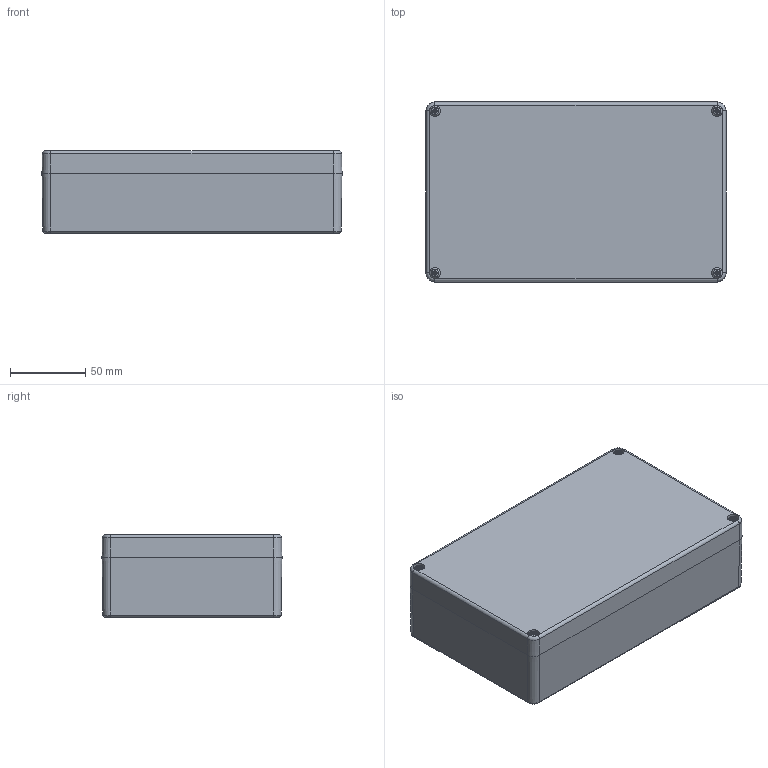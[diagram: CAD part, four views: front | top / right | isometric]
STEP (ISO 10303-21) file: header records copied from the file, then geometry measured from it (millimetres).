
FILE_DESCRIPTION((''),'2;1');
FILE_NAME('0402105600-MBT_201255-K_VE.stp','2015-12-22T14:43:28',('robin.rentz'),(''),'Autodesk Inventor 2012','Autodesk Inventor 2012','');
FILE_SCHEMA(('AUTOMOTIVE_DESIGN { 1 2 10303 214 0 1 1 1 }'));
Length unit declared in the file: millimetre
Products named in the file (6): 0402105600-MBT_201255-K_VE; 0401105602-UT_201240_VE; 0302105601-OT_201215-K_VE; xxx-O-Ring--OT--MBM-MBT_201215; 1990000276 Schraube BM4x24_11; 1990000007 M4 Gewindebuchse
Assembly tree (11 placements, depth 2):
  0402105600-MBT_201255-K_VE
    0401105602-UT_201240_VE
    0302105601-OT_201215-K_VE
    xxx-O-Ring--OT--MBM-MBT_201215
    1990000276 Schraube BM4x24_11  x4
    1990000007 M4 Gewindebuchse  x4
Bounding box: 200 x 120 x 55 mm (x, y, z)
Volume: 266045 mm3; surface area: 185031 mm2
Topology: 11 solids, 11 shells, 1657 faces, 4011 edges, 2418 vertices
Faces by surface type: plane 609, cylinder 436, cone 376, torus 188, bspline 32, sphere 16
Full cylindrical faces by diameter (mm): 3.242 x4, 3.3 x4, 4 x4, 4.4 x4, 4.5 x4, 4.8 x4, 5 x4, 5.1 x4, 6.8 x4, 7 x4, 7.5 x4, 7.8 x4
Entity records: 24734 total; most frequent: CARTESIAN_POINT 5101, DIRECTION 4400, ORIENTED_EDGE 3866, EDGE_CURVE 1933, AXIS2_PLACEMENT_3D 1810, VERTEX_POINT 1199, EDGE_LOOP 972, CIRCLE 949
